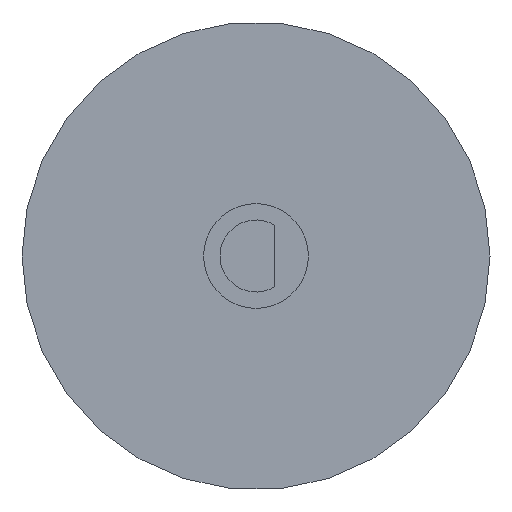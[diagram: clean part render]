
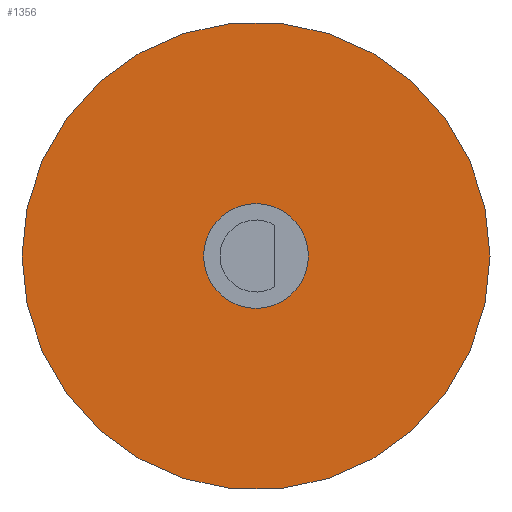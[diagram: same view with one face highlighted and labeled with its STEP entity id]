
A CAD part, front view. The second image highlights one B-rep face of the part: STEP entity #1356.
In plain terms, the highlighted planar face has unit normal (0, -1, 0).
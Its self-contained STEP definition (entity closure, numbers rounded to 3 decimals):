
#18=FACE_BOUND('',#148,.T.);
#21=CIRCLE('',#1449,4.5);
#68=FACE_OUTER_BOUND('',#147,.T.);
#147=EDGE_LOOP('',(#1074,#1075,#1076,#1077,#1078,#1079,#1080,#1081,#1082,
#1083,#1084,#1085,#1086,#1087,#1088,#1089,#1090,#1091,#1092,#1093,#1094,
#1095,#1096,#1097,#1098,#1099,#1100,#1101,#1102,#1103));
#148=EDGE_LOOP('',(#1104));
#305=LINE('',#2094,#490);
#306=LINE('',#2096,#491);
#307=LINE('',#2098,#492);
#308=LINE('',#2100,#493);
#309=LINE('',#2102,#494);
#310=LINE('',#2104,#495);
#311=LINE('',#2106,#496);
#312=LINE('',#2108,#497);
#313=LINE('',#2110,#498);
#314=LINE('',#2112,#499);
#315=LINE('',#2114,#500);
#316=LINE('',#2116,#501);
#317=LINE('',#2118,#502);
#318=LINE('',#2120,#503);
#319=LINE('',#2122,#504);
#320=LINE('',#2124,#505);
#321=LINE('',#2126,#506);
#322=LINE('',#2128,#507);
#323=LINE('',#2130,#508);
#324=LINE('',#2132,#509);
#325=LINE('',#2134,#510);
#326=LINE('',#2136,#511);
#327=LINE('',#2138,#512);
#328=LINE('',#2140,#513);
#329=LINE('',#2142,#514);
#330=LINE('',#2144,#515);
#331=LINE('',#2146,#516);
#332=LINE('',#2148,#517);
#333=LINE('',#2150,#518);
#334=LINE('',#2151,#519);
#490=VECTOR('',#1706,10.);
#491=VECTOR('',#1707,10.);
#492=VECTOR('',#1708,10.);
#493=VECTOR('',#1709,10.);
#494=VECTOR('',#1710,10.);
#495=VECTOR('',#1711,10.);
#496=VECTOR('',#1712,10.);
#497=VECTOR('',#1713,10.);
#498=VECTOR('',#1714,10.);
#499=VECTOR('',#1715,10.);
#500=VECTOR('',#1716,10.);
#501=VECTOR('',#1717,10.);
#502=VECTOR('',#1718,10.);
#503=VECTOR('',#1719,10.);
#504=VECTOR('',#1720,10.);
#505=VECTOR('',#1721,10.);
#506=VECTOR('',#1722,10.);
#507=VECTOR('',#1723,10.);
#508=VECTOR('',#1724,10.);
#509=VECTOR('',#1725,10.);
#510=VECTOR('',#1726,10.);
#511=VECTOR('',#1727,10.);
#512=VECTOR('',#1728,10.);
#513=VECTOR('',#1729,10.);
#514=VECTOR('',#1730,10.);
#515=VECTOR('',#1731,10.);
#516=VECTOR('',#1732,10.);
#517=VECTOR('',#1733,10.);
#518=VECTOR('',#1734,10.);
#519=VECTOR('',#1735,10.);
#635=VERTEX_POINT('',#2086);
#637=VERTEX_POINT('',#2092);
#638=VERTEX_POINT('',#2093);
#639=VERTEX_POINT('',#2095);
#640=VERTEX_POINT('',#2097);
#641=VERTEX_POINT('',#2099);
#642=VERTEX_POINT('',#2101);
#643=VERTEX_POINT('',#2103);
#644=VERTEX_POINT('',#2105);
#645=VERTEX_POINT('',#2107);
#646=VERTEX_POINT('',#2109);
#647=VERTEX_POINT('',#2111);
#648=VERTEX_POINT('',#2113);
#649=VERTEX_POINT('',#2115);
#650=VERTEX_POINT('',#2117);
#651=VERTEX_POINT('',#2119);
#652=VERTEX_POINT('',#2121);
#653=VERTEX_POINT('',#2123);
#654=VERTEX_POINT('',#2125);
#655=VERTEX_POINT('',#2127);
#656=VERTEX_POINT('',#2129);
#657=VERTEX_POINT('',#2131);
#658=VERTEX_POINT('',#2133);
#659=VERTEX_POINT('',#2135);
#660=VERTEX_POINT('',#2137);
#661=VERTEX_POINT('',#2139);
#662=VERTEX_POINT('',#2141);
#663=VERTEX_POINT('',#2143);
#664=VERTEX_POINT('',#2145);
#665=VERTEX_POINT('',#2147);
#666=VERTEX_POINT('',#2149);
#791=EDGE_CURVE('',#635,#635,#21,.T.);
#794=EDGE_CURVE('',#637,#638,#305,.T.);
#795=EDGE_CURVE('',#638,#639,#306,.T.);
#796=EDGE_CURVE('',#639,#640,#307,.T.);
#797=EDGE_CURVE('',#640,#641,#308,.T.);
#798=EDGE_CURVE('',#641,#642,#309,.T.);
#799=EDGE_CURVE('',#642,#643,#310,.T.);
#800=EDGE_CURVE('',#643,#644,#311,.T.);
#801=EDGE_CURVE('',#644,#645,#312,.T.);
#802=EDGE_CURVE('',#645,#646,#313,.T.);
#803=EDGE_CURVE('',#646,#647,#314,.T.);
#804=EDGE_CURVE('',#647,#648,#315,.T.);
#805=EDGE_CURVE('',#648,#649,#316,.T.);
#806=EDGE_CURVE('',#649,#650,#317,.T.);
#807=EDGE_CURVE('',#650,#651,#318,.T.);
#808=EDGE_CURVE('',#651,#652,#319,.T.);
#809=EDGE_CURVE('',#652,#653,#320,.T.);
#810=EDGE_CURVE('',#653,#654,#321,.T.);
#811=EDGE_CURVE('',#654,#655,#322,.T.);
#812=EDGE_CURVE('',#655,#656,#323,.T.);
#813=EDGE_CURVE('',#656,#657,#324,.T.);
#814=EDGE_CURVE('',#657,#658,#325,.T.);
#815=EDGE_CURVE('',#658,#659,#326,.T.);
#816=EDGE_CURVE('',#659,#660,#327,.T.);
#817=EDGE_CURVE('',#660,#661,#328,.T.);
#818=EDGE_CURVE('',#661,#662,#329,.T.);
#819=EDGE_CURVE('',#662,#663,#330,.T.);
#820=EDGE_CURVE('',#663,#664,#331,.T.);
#821=EDGE_CURVE('',#664,#665,#332,.T.);
#822=EDGE_CURVE('',#665,#666,#333,.T.);
#823=EDGE_CURVE('',#666,#637,#334,.T.);
#1074=ORIENTED_EDGE('',*,*,#794,.T.);
#1075=ORIENTED_EDGE('',*,*,#795,.T.);
#1076=ORIENTED_EDGE('',*,*,#796,.T.);
#1077=ORIENTED_EDGE('',*,*,#797,.T.);
#1078=ORIENTED_EDGE('',*,*,#798,.T.);
#1079=ORIENTED_EDGE('',*,*,#799,.T.);
#1080=ORIENTED_EDGE('',*,*,#800,.T.);
#1081=ORIENTED_EDGE('',*,*,#801,.T.);
#1082=ORIENTED_EDGE('',*,*,#802,.T.);
#1083=ORIENTED_EDGE('',*,*,#803,.T.);
#1084=ORIENTED_EDGE('',*,*,#804,.T.);
#1085=ORIENTED_EDGE('',*,*,#805,.T.);
#1086=ORIENTED_EDGE('',*,*,#806,.T.);
#1087=ORIENTED_EDGE('',*,*,#807,.T.);
#1088=ORIENTED_EDGE('',*,*,#808,.T.);
#1089=ORIENTED_EDGE('',*,*,#809,.T.);
#1090=ORIENTED_EDGE('',*,*,#810,.T.);
#1091=ORIENTED_EDGE('',*,*,#811,.T.);
#1092=ORIENTED_EDGE('',*,*,#812,.T.);
#1093=ORIENTED_EDGE('',*,*,#813,.T.);
#1094=ORIENTED_EDGE('',*,*,#814,.T.);
#1095=ORIENTED_EDGE('',*,*,#815,.T.);
#1096=ORIENTED_EDGE('',*,*,#816,.T.);
#1097=ORIENTED_EDGE('',*,*,#817,.T.);
#1098=ORIENTED_EDGE('',*,*,#818,.T.);
#1099=ORIENTED_EDGE('',*,*,#819,.T.);
#1100=ORIENTED_EDGE('',*,*,#820,.T.);
#1101=ORIENTED_EDGE('',*,*,#821,.T.);
#1102=ORIENTED_EDGE('',*,*,#822,.T.);
#1103=ORIENTED_EDGE('',*,*,#823,.T.);
#1104=ORIENTED_EDGE('',*,*,#791,.T.);
#1279=PLANE('',#1451);
#1356=ADVANCED_FACE('',(#68,#18),#1279,.T.);
#1449=AXIS2_PLACEMENT_3D('',#2087,#1699,#1700);
#1451=AXIS2_PLACEMENT_3D('',#2091,#1704,#1705);
#1699=DIRECTION('center_axis',(0.,1.,0.));
#1700=DIRECTION('ref_axis',(1.,0.,0.));
#1704=DIRECTION('center_axis',(0.,-1.,0.));
#1705=DIRECTION('ref_axis',(1.,0.,0.));
#1706=DIRECTION('',(0.978,0.,-0.208));
#1707=DIRECTION('',(1.,0.,0.));
#1708=DIRECTION('',(0.978,0.,0.208));
#1709=DIRECTION('',(0.914,0.,0.407));
#1710=DIRECTION('',(0.809,0.,0.588));
#1711=DIRECTION('',(0.669,0.,0.743));
#1712=DIRECTION('',(0.5,0.,0.866));
#1713=DIRECTION('',(0.309,0.,0.951));
#1714=DIRECTION('',(0.105,0.,0.995));
#1715=DIRECTION('',(-0.105,0.,0.995));
#1716=DIRECTION('',(-0.309,0.,0.951));
#1717=DIRECTION('',(-0.5,0.,0.866));
#1718=DIRECTION('',(-0.669,0.,0.743));
#1719=DIRECTION('',(-0.809,0.,0.588));
#1720=DIRECTION('',(-0.914,0.,0.407));
#1721=DIRECTION('',(-0.978,0.,0.208));
#1722=DIRECTION('',(-1.,0.,0.));
#1723=DIRECTION('',(-0.978,0.,-0.208));
#1724=DIRECTION('',(-0.914,0.,-0.407));
#1725=DIRECTION('',(-0.809,0.,-0.588));
#1726=DIRECTION('',(-0.669,0.,-0.743));
#1727=DIRECTION('',(-0.5,0.,-0.866));
#1728=DIRECTION('',(-0.309,0.,-0.951));
#1729=DIRECTION('',(-0.105,0.,-0.995));
#1730=DIRECTION('',(0.105,0.,-0.995));
#1731=DIRECTION('',(0.309,0.,-0.951));
#1732=DIRECTION('',(0.5,0.,-0.866));
#1733=DIRECTION('',(0.669,0.,-0.743));
#1734=DIRECTION('',(0.809,0.,-0.588));
#1735=DIRECTION('',(0.914,0.,-0.407));
#2086=CARTESIAN_POINT('',(-4.5,-0.5,0.));
#2087=CARTESIAN_POINT('Origin',(0.,-0.5,0.));
#2091=CARTESIAN_POINT('Origin',(0.,-0.5,0.));
#2092=CARTESIAN_POINT('',(-6.214,-0.5,-19.126));
#2093=CARTESIAN_POINT('',(-2.102,-0.5,-20.));
#2094=CARTESIAN_POINT('',(-6.214,-0.5,-19.126));
#2095=CARTESIAN_POINT('',(2.102,-0.5,-20.));
#2096=CARTESIAN_POINT('',(-2.102,-0.5,-20.));
#2097=CARTESIAN_POINT('',(6.214,-0.5,-19.126));
#2098=CARTESIAN_POINT('',(2.102,-0.5,-20.));
#2099=CARTESIAN_POINT('',(10.055,-0.5,-17.416));
#2100=CARTESIAN_POINT('',(6.214,-0.5,-19.126));
#2101=CARTESIAN_POINT('',(13.456,-0.5,-14.945));
#2102=CARTESIAN_POINT('',(10.055,-0.5,-17.416));
#2103=CARTESIAN_POINT('',(16.269,-0.5,-11.82));
#2104=CARTESIAN_POINT('',(13.456,-0.5,-14.945));
#2105=CARTESIAN_POINT('',(18.372,-0.5,-8.18));
#2106=CARTESIAN_POINT('',(16.269,-0.5,-11.82));
#2107=CARTESIAN_POINT('',(19.671,-0.5,-4.181));
#2108=CARTESIAN_POINT('',(18.372,-0.5,-8.18));
#2109=CARTESIAN_POINT('',(20.11,-0.5,0.));
#2110=CARTESIAN_POINT('',(19.671,-0.5,-4.181));
#2111=CARTESIAN_POINT('',(19.671,-0.5,4.181));
#2112=CARTESIAN_POINT('',(20.11,-0.5,0.));
#2113=CARTESIAN_POINT('',(18.372,-0.5,8.18));
#2114=CARTESIAN_POINT('',(19.671,-0.5,4.181));
#2115=CARTESIAN_POINT('',(16.269,-0.5,11.82));
#2116=CARTESIAN_POINT('',(18.372,-0.5,8.18));
#2117=CARTESIAN_POINT('',(13.456,-0.5,14.945));
#2118=CARTESIAN_POINT('',(16.269,-0.5,11.82));
#2119=CARTESIAN_POINT('',(10.055,-0.5,17.416));
#2120=CARTESIAN_POINT('',(13.456,-0.5,14.945));
#2121=CARTESIAN_POINT('',(6.214,-0.5,19.126));
#2122=CARTESIAN_POINT('',(10.055,-0.5,17.416));
#2123=CARTESIAN_POINT('',(2.102,-0.5,20.));
#2124=CARTESIAN_POINT('',(6.214,-0.5,19.126));
#2125=CARTESIAN_POINT('',(-2.102,-0.5,20.));
#2126=CARTESIAN_POINT('',(2.102,-0.5,20.));
#2127=CARTESIAN_POINT('',(-6.214,-0.5,19.126));
#2128=CARTESIAN_POINT('',(-2.102,-0.5,20.));
#2129=CARTESIAN_POINT('',(-10.055,-0.5,17.416));
#2130=CARTESIAN_POINT('',(-6.214,-0.5,19.126));
#2131=CARTESIAN_POINT('',(-13.456,-0.5,14.945));
#2132=CARTESIAN_POINT('',(-10.055,-0.5,17.416));
#2133=CARTESIAN_POINT('',(-16.269,-0.5,11.82));
#2134=CARTESIAN_POINT('',(-13.456,-0.5,14.945));
#2135=CARTESIAN_POINT('',(-18.372,-0.5,8.18));
#2136=CARTESIAN_POINT('',(-16.269,-0.5,11.82));
#2137=CARTESIAN_POINT('',(-19.671,-0.5,4.181));
#2138=CARTESIAN_POINT('',(-18.372,-0.5,8.18));
#2139=CARTESIAN_POINT('',(-20.11,-0.5,0.));
#2140=CARTESIAN_POINT('',(-19.671,-0.5,4.181));
#2141=CARTESIAN_POINT('',(-19.671,-0.5,-4.181));
#2142=CARTESIAN_POINT('',(-20.11,-0.5,0.));
#2143=CARTESIAN_POINT('',(-18.372,-0.5,-8.18));
#2144=CARTESIAN_POINT('',(-19.671,-0.5,-4.181));
#2145=CARTESIAN_POINT('',(-16.269,-0.5,-11.82));
#2146=CARTESIAN_POINT('',(-18.372,-0.5,-8.18));
#2147=CARTESIAN_POINT('',(-13.456,-0.5,-14.945));
#2148=CARTESIAN_POINT('',(-16.269,-0.5,-11.82));
#2149=CARTESIAN_POINT('',(-10.055,-0.5,-17.416));
#2150=CARTESIAN_POINT('',(-13.456,-0.5,-14.945));
#2151=CARTESIAN_POINT('',(-10.055,-0.5,-17.416));
